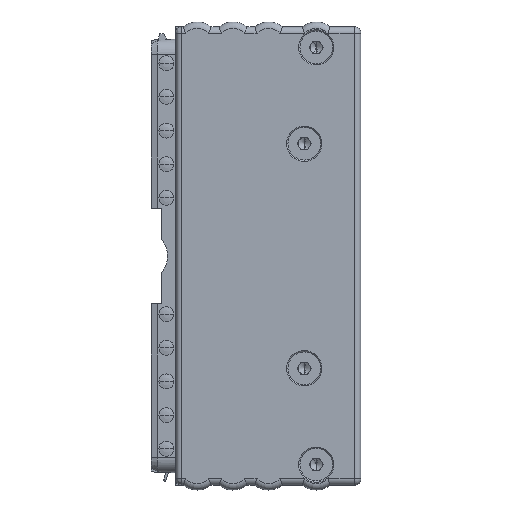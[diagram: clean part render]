
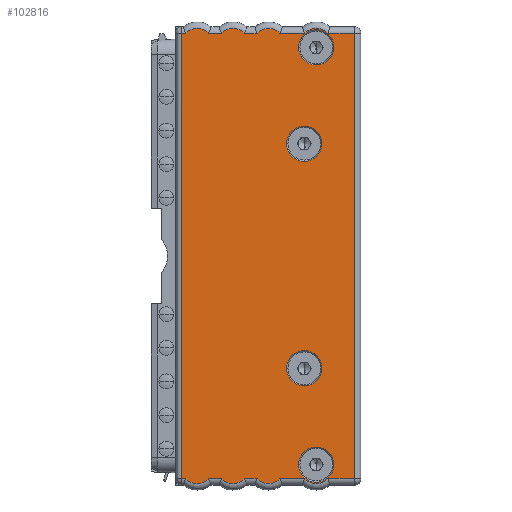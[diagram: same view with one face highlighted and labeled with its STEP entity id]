
A CAD part, front view. The second image highlights one B-rep face of the part: STEP entity #102816.
In plain terms, the highlighted planar face has unit normal (0, -1, 0).
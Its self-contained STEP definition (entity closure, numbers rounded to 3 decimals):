
#1=DIRECTION('',(0.,0.,-1.));
#2=VECTOR('',#1,72.8);
#3=CARTESIAN_POINT('',(-29.36,0.,36.4));
#4=LINE('',#3,#2);
#5=CARTESIAN_POINT('',(-9.26,0.,18.35));
#6=DIRECTION('',(0.,-1.,0.));
#7=DIRECTION('',(0.,0.,-1.));
#8=AXIS2_PLACEMENT_3D('',#5,#6,#7);
#10=CARTESIAN_POINT('',(-9.26,0.,18.35));
#11=DIRECTION('',(0.,-1.,0.));
#12=DIRECTION('',(0.,0.,1.));
#13=AXIS2_PLACEMENT_3D('',#10,#11,#12);
#15=CARTESIAN_POINT('',(-9.26,0.,-18.35));
#16=DIRECTION('',(0.,-1.,0.));
#17=DIRECTION('',(0.,0.,-1.));
#18=AXIS2_PLACEMENT_3D('',#15,#16,#17);
#20=CARTESIAN_POINT('',(-9.26,0.,-18.35));
#21=DIRECTION('',(0.,-1.,0.));
#22=DIRECTION('',(0.,0.,1.));
#23=AXIS2_PLACEMENT_3D('',#20,#21,#22);
#25=CARTESIAN_POINT('',(-7.3,0.,34.1));
#26=DIRECTION('',(0.,-1.,0.));
#27=DIRECTION('',(0.,0.,-1.));
#28=AXIS2_PLACEMENT_3D('',#25,#26,#27);
#30=CARTESIAN_POINT('',(-7.3,0.,34.1));
#31=DIRECTION('',(0.,-1.,0.));
#32=DIRECTION('',(0.,0.,1.));
#33=AXIS2_PLACEMENT_3D('',#30,#31,#32);
#35=CARTESIAN_POINT('',(-7.3,0.,-34.1));
#36=DIRECTION('',(0.,-1.,0.));
#37=DIRECTION('',(0.,0.,-1.));
#38=AXIS2_PLACEMENT_3D('',#35,#36,#37);
#40=CARTESIAN_POINT('',(-7.3,0.,-34.1));
#41=DIRECTION('',(0.,-1.,0.));
#42=DIRECTION('',(0.,0.,1.));
#43=AXIS2_PLACEMENT_3D('',#40,#41,#42);
#282=DIRECTION('',(1.,0.,0.));
#283=VECTOR('',#282,0.735);
#284=CARTESIAN_POINT('',(-29.36,0.,-36.4));
#285=LINE('',#284,#283);
#290=CARTESIAN_POINT('',(-26.77,0.,-34.65));
#291=DIRECTION('',(0.,-1.,0.));
#292=DIRECTION('',(-0.727,0.,-0.686));
#293=AXIS2_PLACEMENT_3D('',#290,#291,#292);
#535=DIRECTION('',(1.,0.,0.));
#536=VECTOR('',#535,2.131);
#537=CARTESIAN_POINT('',(-24.915,0.,-36.4));
#538=LINE('',#537,#536);
#778=CARTESIAN_POINT('',(-20.93,0.,-34.65));
#779=DIRECTION('',(0.,-1.,0.));
#780=DIRECTION('',(-0.727,0.,-0.686));
#781=AXIS2_PLACEMENT_3D('',#778,#779,#780);
#1023=DIRECTION('',(1.,0.,0.));
#1024=VECTOR('',#1023,2.121);
#1025=CARTESIAN_POINT('',(-19.075,0.,-36.4));
#1026=LINE('',#1025,#1024);
#1266=CARTESIAN_POINT('',(-15.1,0.,-34.65));
#1267=DIRECTION('',(0.,-1.,0.));
#1268=DIRECTION('',(-0.727,0.,-0.686));
#1269=AXIS2_PLACEMENT_3D('',#1266,#1267,#1268);
#1511=DIRECTION('',(1.,0.,0.));
#1512=VECTOR('',#1511,4.091);
#1513=CARTESIAN_POINT('',(-13.245,0.,-36.4));
#1514=LINE('',#1513,#1512);
#1994=CARTESIAN_POINT('',(-7.3,0.,-34.65));
#1995=DIRECTION('',(0.,-1.,0.));
#1996=DIRECTION('',(-0.727,0.,-0.686));
#1997=AXIS2_PLACEMENT_3D('',#1994,#1995,#1996);
#1999=DIRECTION('',(1.,0.,0.));
#2000=VECTOR('',#1999,4.395);
#2001=CARTESIAN_POINT('',(-5.445,0.,-36.4));
#2002=LINE('',#2001,#2000);
#3143=DIRECTION('',(0.,0.,1.));
#3144=VECTOR('',#3143,72.8);
#3145=CARTESIAN_POINT('',(-1.05,0.,-36.4));
#3146=LINE('',#3145,#3144);
#52659=CARTESIAN_POINT('',(-26.77,0.,34.65));
#52660=DIRECTION('',(0.,-1.,0.));
#52661=DIRECTION('',(0.727,0.,0.686));
#52662=AXIS2_PLACEMENT_3D('',#52659,#52660,#52661);
#53148=DIRECTION('',(-1.,0.,0.));
#53149=VECTOR('',#53148,0.735);
#53150=CARTESIAN_POINT('',(-28.625,0.,36.4));
#53151=LINE('',#53150,#53149);
#53379=DIRECTION('',(-1.,0.,0.));
#53380=VECTOR('',#53379,2.131);
#53381=CARTESIAN_POINT('',(-22.785,0.,36.4));
#53382=LINE('',#53381,#53380);
#53630=CARTESIAN_POINT('',(-20.93,0.,34.65));
#53631=DIRECTION('',(0.,-1.,0.));
#53632=DIRECTION('',(0.727,0.,0.686));
#53633=AXIS2_PLACEMENT_3D('',#53630,#53631,#53632);
#53875=DIRECTION('',(-1.,0.,0.));
#53876=VECTOR('',#53875,2.121);
#53877=CARTESIAN_POINT('',(-16.955,0.,36.4));
#53878=LINE('',#53877,#53876);
#54126=CARTESIAN_POINT('',(-15.1,0.,34.65));
#54127=DIRECTION('',(0.,-1.,0.));
#54128=DIRECTION('',(0.727,0.,0.686));
#54129=AXIS2_PLACEMENT_3D('',#54126,#54127,#54128);
#54371=DIRECTION('',(-1.,0.,0.));
#54372=VECTOR('',#54371,4.091);
#54373=CARTESIAN_POINT('',(-9.155,0.,36.4));
#54374=LINE('',#54373,#54372);
#54627=CARTESIAN_POINT('',(-5.445,0.,36.4));
#54862=CARTESIAN_POINT('',(-7.3,0.,34.65));
#54863=DIRECTION('',(0.,-1.,0.));
#54864=DIRECTION('',(0.727,0.,0.686));
#54865=AXIS2_PLACEMENT_3D('',#54862,#54863,#54864);
#55104=DIRECTION('',(-1.,0.,0.));
#55105=VECTOR('',#55104,4.395);
#55106=CARTESIAN_POINT('',(-1.05,0.,36.4));
#55107=LINE('',#55106,#55105);
#97709=CARTESIAN_POINT('',(-9.26,0.,15.475));
#97710=CARTESIAN_POINT('',(-9.26,0.,21.225));
#97711=VERTEX_POINT('',#97709);
#97712=VERTEX_POINT('',#97710);
#97721=CARTESIAN_POINT('',(-9.26,0.,-21.225));
#97722=CARTESIAN_POINT('',(-9.26,0.,-15.475));
#97723=VERTEX_POINT('',#97721);
#97724=VERTEX_POINT('',#97722);
#97792=CARTESIAN_POINT('',(-24.915,0.,36.4));
#97793=CARTESIAN_POINT('',(-28.625,0.,36.4));
#97794=VERTEX_POINT('',#97792);
#97795=VERTEX_POINT('',#97793);
#97800=CARTESIAN_POINT('',(-22.785,0.,36.4));
#97801=VERTEX_POINT('',#97800);
#97804=CARTESIAN_POINT('',(-19.075,0.,36.4));
#97805=VERTEX_POINT('',#97804);
#97808=CARTESIAN_POINT('',(-16.955,0.,36.4));
#97809=VERTEX_POINT('',#97808);
#97812=CARTESIAN_POINT('',(-13.245,0.,36.4));
#97813=VERTEX_POINT('',#97812);
#97816=CARTESIAN_POINT('',(-9.155,0.,36.4));
#97817=VERTEX_POINT('',#97816);
#97832=CARTESIAN_POINT('',(-5.445,0.,-36.4));
#97833=CARTESIAN_POINT('',(-1.05,0.,-36.4));
#97834=VERTEX_POINT('',#97832);
#97835=VERTEX_POINT('',#97833);
#97840=CARTESIAN_POINT('',(-16.955,0.,-36.4));
#97841=CARTESIAN_POINT('',(-13.245,0.,-36.4));
#97842=VERTEX_POINT('',#97840);
#97843=VERTEX_POINT('',#97841);
#97848=CARTESIAN_POINT('',(-9.155,0.,-36.4));
#97849=VERTEX_POINT('',#97848);
#97852=CARTESIAN_POINT('',(-22.785,0.,-36.4));
#97853=CARTESIAN_POINT('',(-19.075,0.,-36.4));
#97854=VERTEX_POINT('',#97852);
#97855=VERTEX_POINT('',#97853);
#97860=CARTESIAN_POINT('',(-28.625,0.,-36.4));
#97861=CARTESIAN_POINT('',(-24.915,0.,-36.4));
#97862=VERTEX_POINT('',#97860);
#97863=VERTEX_POINT('',#97861);
#97870=VERTEX_POINT('',#54627);
#97926=CARTESIAN_POINT('',(-1.05,0.,36.4));
#97927=VERTEX_POINT('',#97926);
#98117=CARTESIAN_POINT('',(-29.36,0.,36.4));
#98118=CARTESIAN_POINT('',(-29.36,0.,-36.4));
#98119=VERTEX_POINT('',#98117);
#98120=VERTEX_POINT('',#98118);
#98483=CARTESIAN_POINT('',(-7.3,0.,31.225));
#98484=CARTESIAN_POINT('',(-7.3,0.,36.975));
#98485=VERTEX_POINT('',#98483);
#98486=VERTEX_POINT('',#98484);
#98507=CARTESIAN_POINT('',(-7.3,0.,-36.975));
#98508=CARTESIAN_POINT('',(-7.3,0.,-31.225));
#98509=VERTEX_POINT('',#98507);
#98510=VERTEX_POINT('',#98508);
#102745=CARTESIAN_POINT('',(0.,0.,0.));
#102746=DIRECTION('',(0.,1.,0.));
#102747=DIRECTION('',(-1.,0.,0.));
#102748=AXIS2_PLACEMENT_3D('',#102745,#102746,#102747);
#102749=PLANE('',#102748);
#102751=ORIENTED_EDGE('',*,*,#102750,.F.);
#102753=ORIENTED_EDGE('',*,*,#102752,.F.);
#102755=ORIENTED_EDGE('',*,*,#102754,.F.);
#102757=ORIENTED_EDGE('',*,*,#102756,.F.);
#102759=ORIENTED_EDGE('',*,*,#102758,.F.);
#102761=ORIENTED_EDGE('',*,*,#102760,.F.);
#102763=ORIENTED_EDGE('',*,*,#102762,.F.);
#102765=ORIENTED_EDGE('',*,*,#102764,.F.);
#102767=ORIENTED_EDGE('',*,*,#102766,.F.);
#102769=ORIENTED_EDGE('',*,*,#102768,.F.);
#102771=ORIENTED_EDGE('',*,*,#102770,.F.);
#102773=ORIENTED_EDGE('',*,*,#102772,.F.);
#102775=ORIENTED_EDGE('',*,*,#102774,.F.);
#102777=ORIENTED_EDGE('',*,*,#102776,.F.);
#102779=ORIENTED_EDGE('',*,*,#102778,.F.);
#102781=ORIENTED_EDGE('',*,*,#102780,.F.);
#102783=ORIENTED_EDGE('',*,*,#102782,.F.);
#102785=ORIENTED_EDGE('',*,*,#102784,.F.);
#102787=ORIENTED_EDGE('',*,*,#102786,.F.);
#102789=ORIENTED_EDGE('',*,*,#102788,.F.);
#102790=EDGE_LOOP('',(#102751,#102753,#102755,#102757,#102759,#102761,#102763,
#102765,#102767,#102769,#102771,#102773,#102775,#102777,#102779,#102781,#102783,
#102785,#102787,#102789));
#102791=FACE_OUTER_BOUND('',#102790,.F.);
#102793=ORIENTED_EDGE('',*,*,#102792,.T.);
#102795=ORIENTED_EDGE('',*,*,#102794,.T.);
#102796=EDGE_LOOP('',(#102793,#102795));
#102797=FACE_BOUND('',#102796,.F.);
#102799=ORIENTED_EDGE('',*,*,#102798,.T.);
#102801=ORIENTED_EDGE('',*,*,#102800,.T.);
#102802=EDGE_LOOP('',(#102799,#102801));
#102803=FACE_BOUND('',#102802,.F.);
#102805=ORIENTED_EDGE('',*,*,#102804,.T.);
#102807=ORIENTED_EDGE('',*,*,#102806,.T.);
#102808=EDGE_LOOP('',(#102805,#102807));
#102809=FACE_BOUND('',#102808,.F.);
#102811=ORIENTED_EDGE('',*,*,#102810,.T.);
#102813=ORIENTED_EDGE('',*,*,#102812,.T.);
#102814=EDGE_LOOP('',(#102811,#102813));
#102815=FACE_BOUND('',#102814,.F.);
#102816=ADVANCED_FACE('',(#102791,#102797,#102803,#102809,#102815),#102749,.F.);
#9=CIRCLE('',#8,2.875);
#14=CIRCLE('',#13,2.875);
#19=CIRCLE('',#18,2.875);
#24=CIRCLE('',#23,2.875);
#29=CIRCLE('',#28,2.875);
#34=CIRCLE('',#33,2.875);
#39=CIRCLE('',#38,2.875);
#44=CIRCLE('',#43,2.875);
#294=CIRCLE('',#293,2.55);
#782=CIRCLE('',#781,2.55);
#1270=CIRCLE('',#1269,2.55);
#1998=CIRCLE('',#1997,2.55);
#52663=CIRCLE('',#52662,2.55);
#53634=CIRCLE('',#53633,2.55);
#54130=CIRCLE('',#54129,2.55);
#54866=CIRCLE('',#54865,2.55);
#102750=EDGE_CURVE('',#98119,#98120,#4,.T.);
#102752=EDGE_CURVE('',#97795,#98119,#53151,.T.);
#102754=EDGE_CURVE('',#97794,#97795,#52663,.T.);
#102756=EDGE_CURVE('',#97801,#97794,#53382,.T.);
#102758=EDGE_CURVE('',#97805,#97801,#53634,.T.);
#102760=EDGE_CURVE('',#97809,#97805,#53878,.T.);
#102762=EDGE_CURVE('',#97813,#97809,#54130,.T.);
#102764=EDGE_CURVE('',#97817,#97813,#54374,.T.);
#102766=EDGE_CURVE('',#97870,#97817,#54866,.T.);
#102768=EDGE_CURVE('',#97927,#97870,#55107,.T.);
#102770=EDGE_CURVE('',#97835,#97927,#3146,.T.);
#102772=EDGE_CURVE('',#97834,#97835,#2002,.T.);
#102774=EDGE_CURVE('',#97849,#97834,#1998,.T.);
#102776=EDGE_CURVE('',#97843,#97849,#1514,.T.);
#102778=EDGE_CURVE('',#97842,#97843,#1270,.T.);
#102780=EDGE_CURVE('',#97855,#97842,#1026,.T.);
#102782=EDGE_CURVE('',#97854,#97855,#782,.T.);
#102784=EDGE_CURVE('',#97863,#97854,#538,.T.);
#102786=EDGE_CURVE('',#97862,#97863,#294,.T.);
#102788=EDGE_CURVE('',#98120,#97862,#285,.T.);
#102792=EDGE_CURVE('',#97711,#97712,#9,.T.);
#102794=EDGE_CURVE('',#97712,#97711,#14,.T.);
#102798=EDGE_CURVE('',#97723,#97724,#19,.T.);
#102800=EDGE_CURVE('',#97724,#97723,#24,.T.);
#102804=EDGE_CURVE('',#98485,#98486,#29,.T.);
#102806=EDGE_CURVE('',#98486,#98485,#34,.T.);
#102810=EDGE_CURVE('',#98509,#98510,#39,.T.);
#102812=EDGE_CURVE('',#98510,#98509,#44,.T.);
